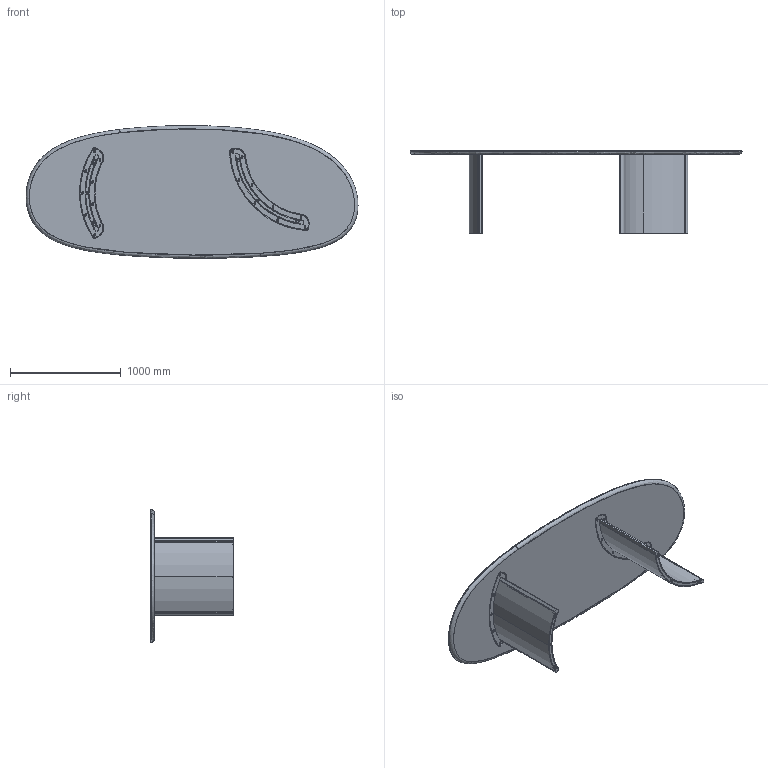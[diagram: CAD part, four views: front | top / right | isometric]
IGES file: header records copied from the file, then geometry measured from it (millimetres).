
Start section: SolidWorks IGES file using analytic representation for surfaces
Global section: file name: Dew L3000 B1200.IGS; native system: SolidWorks 2022; preprocessor: SolidWorks 2022; author: diederickp; date: 240126.165753; units: millimetre
Bounding box: 2999.93 x 755 x 1199.52 mm (x, y, z)
Surface area: 9750726.8 mm2 (no closed solid volume)
Topology: 0 solids, 0 shells, 262 faces, 4331 edges, 4331 vertices
Faces by surface type: revolution 158, bspline 104
